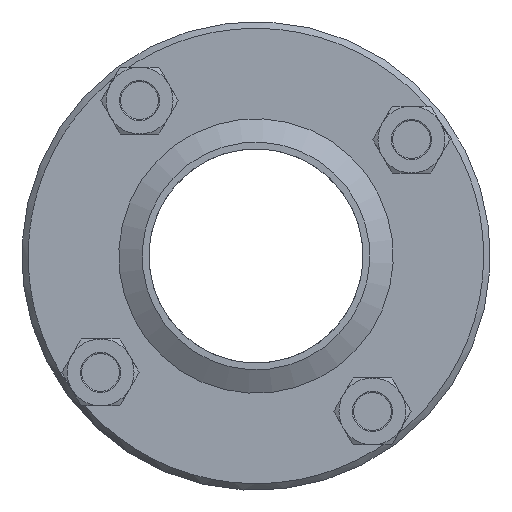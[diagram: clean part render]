
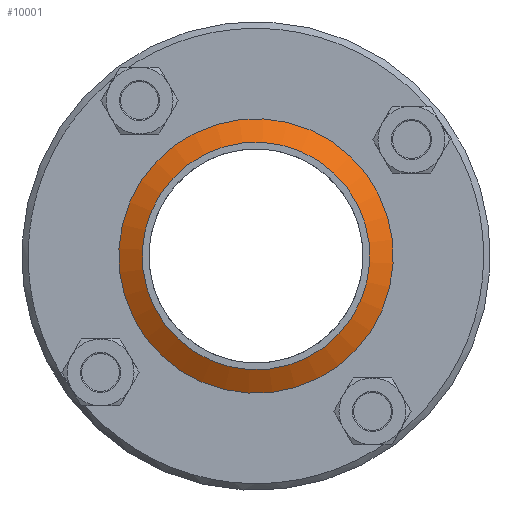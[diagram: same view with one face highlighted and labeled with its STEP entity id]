
A CAD part, left-side view. The second image highlights one B-rep face of the part: STEP entity #10001.
In plain terms, the highlighted conical face has half-angle 60 degrees and reference radius 18.75 mm.
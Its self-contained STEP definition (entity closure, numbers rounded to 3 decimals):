
#320=CONICAL_SURFACE('',#11031,18.75,60.);
#561=FACE_BOUND('',#2428,.T.);
#1106=CIRCLE('',#11030,17.);
#1107=CIRCLE('',#11032,20.5);
#1648=FACE_OUTER_BOUND('',#2427,.T.);
#2427=EDGE_LOOP('',(#8499));
#2428=EDGE_LOOP('',(#8500));
#4581=VERTEX_POINT('',#16842);
#4582=VERTEX_POINT('',#16845);
#5896=EDGE_CURVE('',#4581,#4581,#1106,.T.);
#5897=EDGE_CURVE('',#4582,#4582,#1107,.T.);
#8499=ORIENTED_EDGE('',*,*,#5896,.T.);
#8500=ORIENTED_EDGE('',*,*,#5897,.F.);
#10001=ADVANCED_FACE('',(#1648,#561),#320,.T.);
#11030=AXIS2_PLACEMENT_3D('',#16843,#13694,#13695);
#11031=AXIS2_PLACEMENT_3D('',#16844,#13696,#13697);
#11032=AXIS2_PLACEMENT_3D('',#16846,#13698,#13699);
#13694=DIRECTION('center_axis',(1.,0.,0.));
#13695=DIRECTION('ref_axis',(0.,-0.599,-0.8));
#13696=DIRECTION('center_axis',(1.,0.,0.));
#13697=DIRECTION('ref_axis',(0.,0.8,-0.599));
#13698=DIRECTION('center_axis',(1.,0.,0.));
#13699=DIRECTION('ref_axis',(0.,-0.599,-0.8));
#16842=CARTESIAN_POINT('',(-97.7,13.607,-10.191));
#16843=CARTESIAN_POINT('Origin',(-97.7,0.,0.));
#16844=CARTESIAN_POINT('Origin',(-96.69,0.,
0.));
#16845=CARTESIAN_POINT('',(-95.679,16.408,-12.289));
#16846=CARTESIAN_POINT('Origin',(-95.679,0.,
0.));
